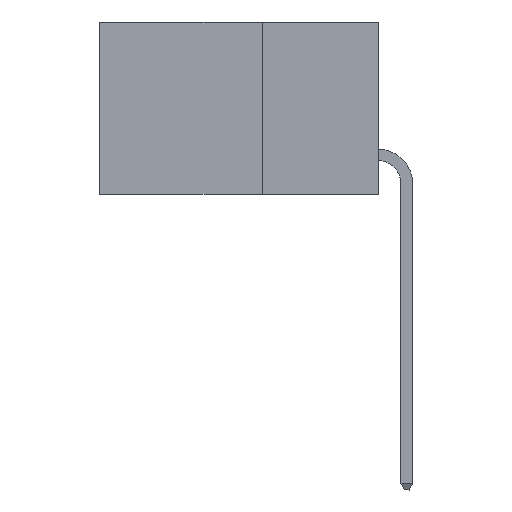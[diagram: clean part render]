
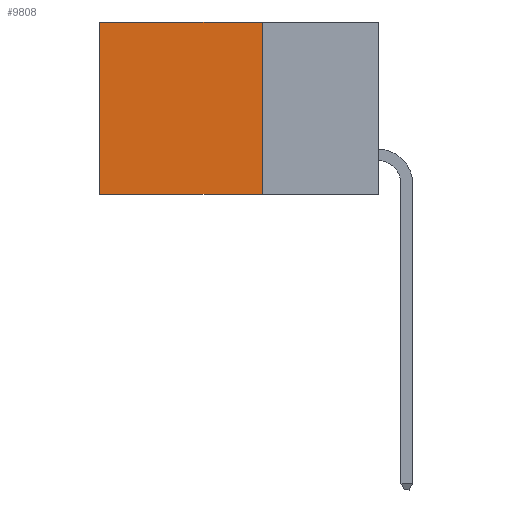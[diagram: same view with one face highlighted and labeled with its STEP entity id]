
A CAD part, left-side view. The second image highlights one B-rep face of the part: STEP entity #9808.
In plain terms, the highlighted planar face has unit normal (-1, 0, 0).
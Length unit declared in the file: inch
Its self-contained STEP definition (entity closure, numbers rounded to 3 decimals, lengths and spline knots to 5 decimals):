
#282 = DIRECTION ( 'NONE',  ( 0., 0., -1. ) ) ;
#421 = EDGE_CURVE ( 'NONE', #4782, #9383, #4602, .T. ) ;
#519 = VERTEX_POINT ( 'NONE', #5976 ) ;
#681 = EDGE_LOOP ( 'NONE', ( #6483, #2124, #4759, #8248 ) ) ;
#754 = VECTOR ( 'NONE', #4459, 39.37008 ) ;
#936 = FACE_OUTER_BOUND ( 'NONE', #681, .T. ) ;
#1448 = EDGE_CURVE ( 'NONE', #6522, #4782, #5319, .T. ) ;
#1743 = VECTOR ( 'NONE', #9790, 39.37008 ) ;
#1860 = CARTESIAN_POINT ( 'NONE',  ( 0.2615, 0.25, -0.37 ) ) ;
#1907 = VECTOR ( 'NONE', #3586, 39.37008 ) ;
#2124 = ORIENTED_EDGE ( 'NONE', *, *, #7563, .F. ) ;
#2221 = CARTESIAN_POINT ( 'NONE',  ( 0.2615, 0.6, -0.37 ) ) ;
#2863 = LINE ( 'NONE', #7460, #1907 ) ;
#2869 = AXIS2_PLACEMENT_3D ( 'NONE', #6420, #4158, #282 ) ;
#3586 = DIRECTION ( 'NONE',  ( 0., 0., -1. ) ) ;
#4158 = DIRECTION ( 'NONE',  ( 1., 0., 0. ) ) ;
#4300 = DIRECTION ( 'NONE',  ( 0., 1., 0. ) ) ;
#4459 = DIRECTION ( 'NONE',  ( 0., 0., -1. ) ) ;
#4602 = LINE ( 'NONE', #2221, #754 ) ;
#4720 = VECTOR ( 'NONE', #4300, 39.37008 ) ;
#4759 = ORIENTED_EDGE ( 'NONE', *, *, #9648, .F. ) ;
#4782 = VERTEX_POINT ( 'NONE', #5478 ) ;
#5319 = LINE ( 'NONE', #8358, #1743 ) ;
#5471 = CARTESIAN_POINT ( 'NONE',  ( 0.2615, 0.25, 0. ) ) ;
#5478 = CARTESIAN_POINT ( 'NONE',  ( 0.2615, 0.6, 0. ) ) ;
#5976 = CARTESIAN_POINT ( 'NONE',  ( 0.2615, 0.25, -0.37 ) ) ;
#6420 = CARTESIAN_POINT ( 'NONE',  ( 0.2615, 0.25, -0.37 ) ) ;
#6470 = PLANE ( 'NONE',  #2869 ) ;
#6483 = ORIENTED_EDGE ( 'NONE', *, *, #421, .T. ) ;
#6522 = VERTEX_POINT ( 'NONE', #5471 ) ;
#6905 = CARTESIAN_POINT ( 'NONE',  ( 0.2615, 0.6, -0.37 ) ) ;
#7460 = CARTESIAN_POINT ( 'NONE',  ( 0.2615, 0.25, -0.37 ) ) ;
#7563 = EDGE_CURVE ( 'NONE', #519, #9383, #8827, .T. ) ;
#8248 = ORIENTED_EDGE ( 'NONE', *, *, #1448, .T. ) ;
#8358 = CARTESIAN_POINT ( 'NONE',  ( 0.2615, 0.25, 0. ) ) ;
#8827 = LINE ( 'NONE', #1860, #4720 ) ;
#9383 = VERTEX_POINT ( 'NONE', #6905 ) ;
#9648 = EDGE_CURVE ( 'NONE', #6522, #519, #2863, .T. ) ;
#9790 = DIRECTION ( 'NONE',  ( 0., 1., 0. ) ) ;
#9808 = ADVANCED_FACE ( 'NONE', ( #936 ), #6470, .F. ) ;
